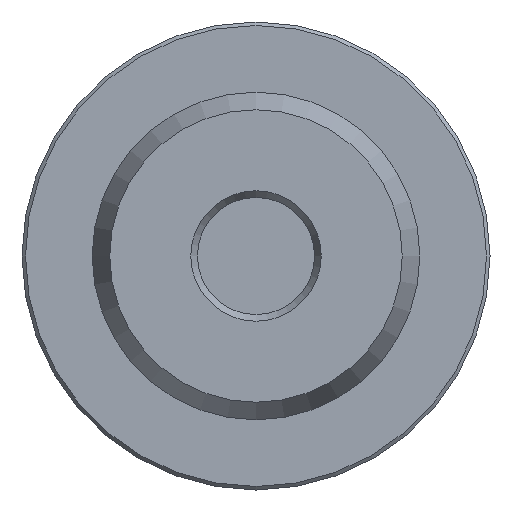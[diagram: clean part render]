
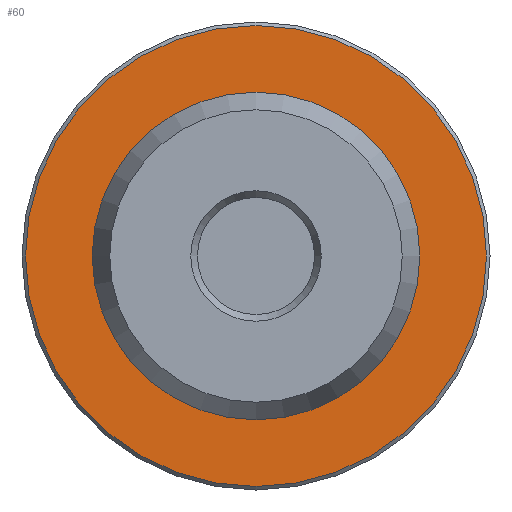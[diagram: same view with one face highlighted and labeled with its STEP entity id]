
A CAD part, left-side view. The second image highlights one B-rep face of the part: STEP entity #60.
In plain terms, the highlighted planar face has unit normal (-1, 0, 0).
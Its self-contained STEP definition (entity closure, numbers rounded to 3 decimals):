
#60 = ADVANCED_FACE( '', ( #130, #131 ), #132, .T. );
#130 = FACE_OUTER_BOUND( '', #203, .T. );
#131 = FACE_BOUND( '', #204, .T. );
#132 = PLANE( '', #205 );
#203 = EDGE_LOOP( '', ( #518 ) );
#204 = EDGE_LOOP( '', ( #519 ) );
#205 = AXIS2_PLACEMENT_3D( '', #520, #521, #522 );
#518 = ORIENTED_EDGE( '', *, *, #597, .T. );
#519 = ORIENTED_EDGE( '', *, *, #599, .F. );
#520 = CARTESIAN_POINT( '', ( -8.5, 0., 14. ) );
#521 = DIRECTION( '', ( -1., 0., 0. ) );
#522 = DIRECTION( '', ( 0., 0., 1. ) );
#597 = EDGE_CURVE( '', #651, #651, #652, .T. );
#599 = EDGE_CURVE( '', #654, #654, #655, .T. );
#651 = VERTEX_POINT( '', #721 );
#652 = CIRCLE( '', #722, 19.7 );
#654 = VERTEX_POINT( '', #724 );
#655 = CIRCLE( '', #725, 14. );
#721 = CARTESIAN_POINT( '', ( -8.5, 0., 19.7 ) );
#722 = AXIS2_PLACEMENT_3D( '', #1036, #1037, #1038 );
#724 = CARTESIAN_POINT( '', ( -8.5, 0., 14. ) );
#725 = AXIS2_PLACEMENT_3D( '', #1039, #1040, #1041 );
#1036 = CARTESIAN_POINT( '', ( -8.5, 0., 0. ) );
#1037 = DIRECTION( '', ( -1., 0., 0. ) );
#1038 = DIRECTION( '', ( 0., 0., 1. ) );
#1039 = CARTESIAN_POINT( '', ( -8.5, 0., 0. ) );
#1040 = DIRECTION( '', ( -1., 0., 0. ) );
#1041 = DIRECTION( '', ( 0., 0., 1. ) );
